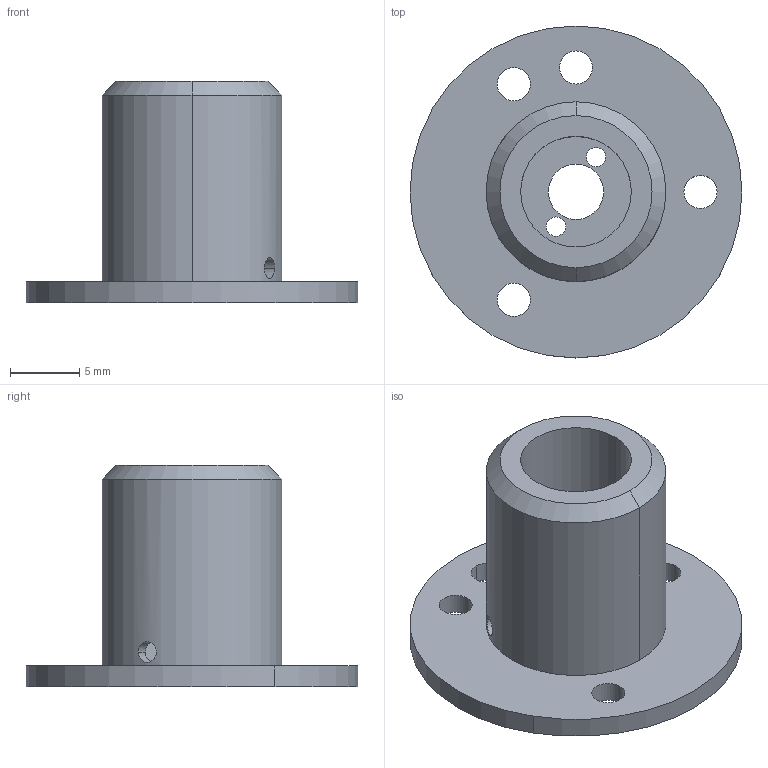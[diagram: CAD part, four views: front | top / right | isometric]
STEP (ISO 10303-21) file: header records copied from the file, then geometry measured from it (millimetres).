
FILE_DESCRIPTION(('Creo Elements/Direct Modeling STEP Export'),'2;1');
FILE_NAME('D010_Motorflansch_klein.stp','2014-08-04T17:51:52',(''),(''),'Creo Elements/Direct Modeling STEP processor for AP214 (Solid Model)','Creo Elements/Direct Modeling 17.0D 15-Jul-2011 (C) Parametric Technology GmbH','');
FILE_SCHEMA(('AUTOMOTIVE_DESIGN { 1 0 10303 214 1 1 1 1 }'));
Length unit declared in the file: millimetre
Products named in the file (2): D010_Motorflansch_klein
Assembly tree (1 placements, depth 2):
  D010_Motorflansch_klein
    D010_Motorflansch_klein
Bounding box: 24 x 24 x 16 mm (x, y, z)
Volume: 1537.3 mm3; surface area: 2015.2 mm2
Topology: 1 solids, 1 shells, 33 faces, 82 edges, 54 vertices
Faces by surface type: cylinder 26, plane 5, cone 2
Entity records: 2100 total; most frequent: CARTESIAN_POINT 1268, ORIENTED_EDGE 164, DIRECTION 152, EDGE_CURVE 82, AXIS2_PLACEMENT_3D 62, VERTEX_POINT 54, EDGE_LOOP 54, FACE_OUTER_BOUND 33
